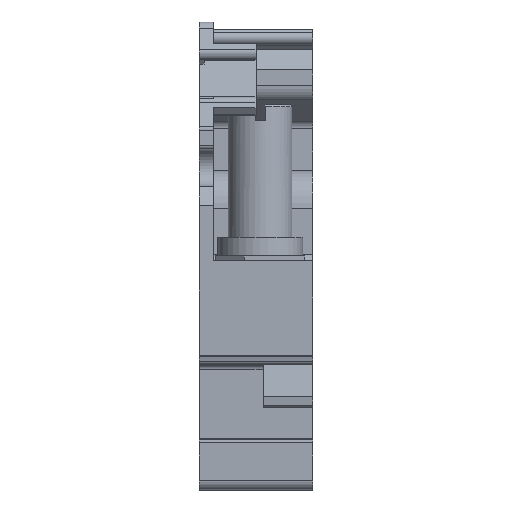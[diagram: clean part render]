
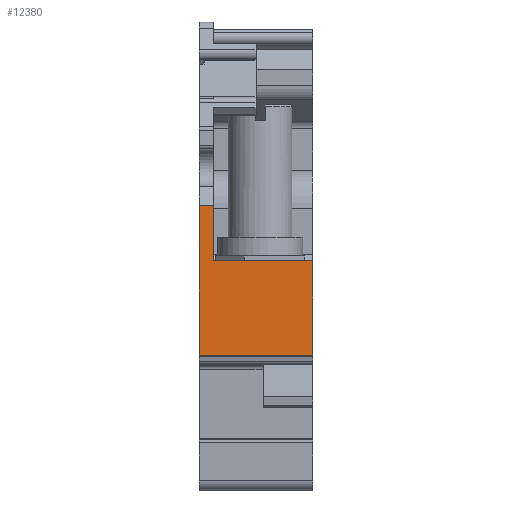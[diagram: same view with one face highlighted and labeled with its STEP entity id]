
A CAD part, left-side view. The second image highlights one B-rep face of the part: STEP entity #12380.
In plain terms, the highlighted planar face has unit normal (-1, 0, 0).
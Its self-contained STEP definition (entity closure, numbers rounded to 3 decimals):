
#191=LINE('',#16107,#1155);
#727=LINE('',#18104,#1691);
#757=LINE('',#18188,#1721);
#907=LINE('',#18533,#1871);
#908=LINE('',#18535,#1872);
#909=LINE('',#18537,#1873);
#1155=VECTOR('',#13483,1000.);
#1691=VECTOR('',#14871,1000.);
#1721=VECTOR('',#14931,1000.);
#1871=VECTOR('',#15381,1000.);
#1872=VECTOR('',#15384,1000.);
#1873=VECTOR('',#15385,1000.);
#2253=PLANE('',#13137);
#4413=ORIENTED_EDGE('',*,*,#6150,.T.);
#4414=ORIENTED_EDGE('',*,*,#5135,.T.);
#4415=ORIENTED_EDGE('',*,*,#5975,.T.);
#4416=ORIENTED_EDGE('',*,*,#5931,.F.);
#4417=ORIENTED_EDGE('',*,*,#6149,.T.);
#4418=ORIENTED_EDGE('',*,*,#6151,.T.);
#5135=EDGE_CURVE('',#6467,#6466,#191,.T.);
#5931=EDGE_CURVE('',#7056,#7057,#727,.T.);
#5975=EDGE_CURVE('',#6466,#7057,#757,.T.);
#6149=EDGE_CURVE('',#7056,#7140,#907,.F.);
#6150=EDGE_CURVE('',#7141,#6467,#908,.T.);
#6151=EDGE_CURVE('',#7140,#7141,#909,.T.);
#6466=VERTEX_POINT('',#16106);
#6467=VERTEX_POINT('',#16108);
#7056=VERTEX_POINT('',#18103);
#7057=VERTEX_POINT('',#18105);
#7140=VERTEX_POINT('',#18532);
#7141=VERTEX_POINT('',#18536);
#7949=EDGE_LOOP('',(#4413,#4414,#4415,#4416,#4417,#4418));
#8464=FACE_BOUND('',#7949,.T.);
#12380=ADVANCED_FACE('',(#8464),#2253,.T.);
#13137=AXIS2_PLACEMENT_3D('',#18534,#15382,#15383);
#13483=DIRECTION('',(0.,0.,1.));
#14871=DIRECTION('',(0.,0.,1.));
#14931=DIRECTION('',(0.,1.,0.));
#15381=DIRECTION('',(0.,1.,0.));
#15382=DIRECTION('',(-1.,0.,0.));
#15383=DIRECTION('',(0.,0.,1.));
#15384=DIRECTION('',(0.,1.,0.));
#15385=DIRECTION('',(0.,0.,1.));
#16106=CARTESIAN_POINT('',(-36.,-1.5,5.347));
#16107=CARTESIAN_POINT('',(-36.,-1.5,-0.5));
#16108=CARTESIAN_POINT('',(-36.,-1.5,-0.5));
#18103=CARTESIAN_POINT('',(-36.,0.,-10.516));
#18104=CARTESIAN_POINT('',(-36.,0.,-0.5));
#18105=CARTESIAN_POINT('',(-36.,0.,5.347));
#18188=CARTESIAN_POINT('',(-36.,-1.5,5.347));
#18532=CARTESIAN_POINT('',(-36.,-12.,-10.516));
#18533=CARTESIAN_POINT('',(-36.,-1.5,-10.516));
#18534=CARTESIAN_POINT('',(-36.,-1.5,-0.5));
#18535=CARTESIAN_POINT('',(-36.,-12.,-0.5));
#18536=CARTESIAN_POINT('',(-36.,-12.,-0.5));
#18537=CARTESIAN_POINT('',(-36.,-12.,-10.59));
